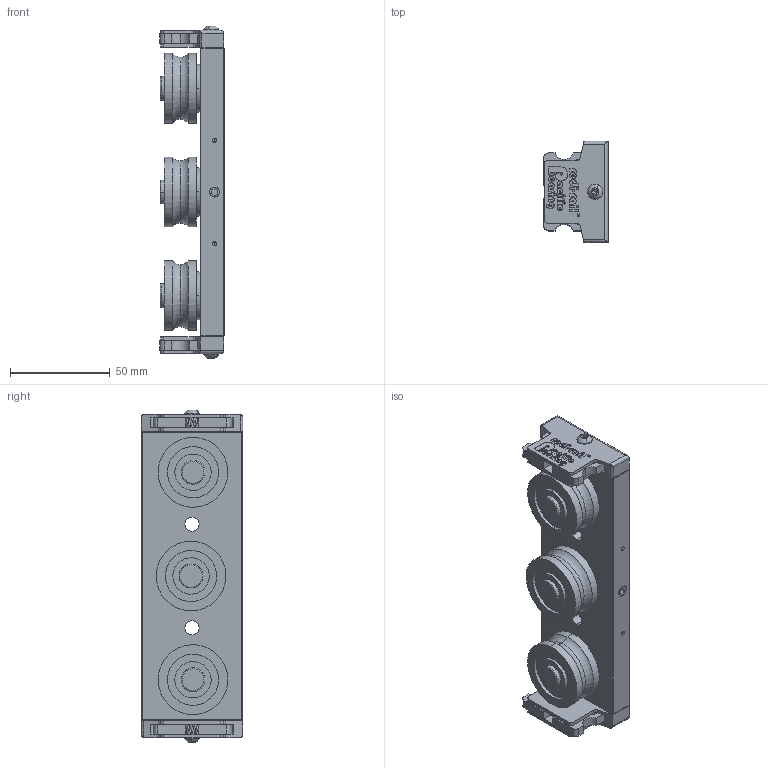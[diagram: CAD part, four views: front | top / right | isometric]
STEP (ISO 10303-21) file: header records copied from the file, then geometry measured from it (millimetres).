
FILE_DESCRIPTION (( 'STEP AP214' ), '1' );
FILE_NAME ('CRT_3E2729A7F3.step', '2021-08-21T10:12:46', ( '' ), ( '' ), 'SwSTEP 2.0', 'SolidWorks 2019', '' );
FILE_SCHEMA (( 'AUTOMOTIVE_DESIGN' ));
Length unit declared in the file: inch
Products named in the file (3): TuhAtoHqBf_CADModel_0; CRT_3E2729A7F3
Assembly tree (1 placements, depth 2):
  TuhAtoHqBf_CADModel_0
  CRT_3E2729A7F3
    TuhAtoHqBf_CADModel_0
Bounding box: 32.33 x 50.8 x 166.43 mm (x, y, z)
Volume: 145261.4 mm3; surface area: 62851.8 mm2
Topology: 22 solids, 22 shells, 1177 faces, 2958 edges, 1916 vertices
Faces by surface type: plane 568, bspline 301, cylinder 208, cone 64, torus 32, sphere 4
Entity records: 67549 total; most frequent: CARTESIAN_POINT 25343, ORIENTED_EDGE 5892, DIRECTION 4624, EDGE_CURVE 2946, VERTEX_POINT 1916, VECTOR 1790, LINE 1790, AXIS2_PLACEMENT_3D 1417
